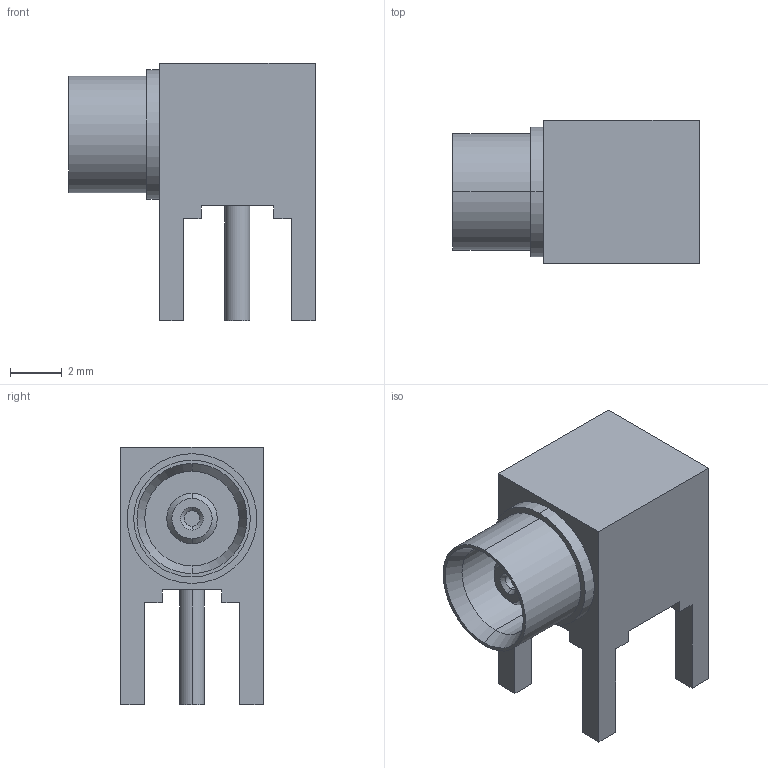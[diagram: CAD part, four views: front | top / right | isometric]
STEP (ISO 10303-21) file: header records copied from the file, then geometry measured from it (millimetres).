
FILE_DESCRIPTION (( 'STEP AP203' ), '1' );
FILE_NAME ('PCB.MCXFRAJ.STEP', '2021-12-10T16:42:48', ( 'zhouxiaobing' ), ( '' ), 'SwSTEP 2.0', 'SolidWorks 2013', '' );
FILE_SCHEMA (( 'CONFIG_CONTROL_DESIGN' ));
Length unit declared in the file: millimetre
Products named in the file (3): Drawing11; Drawing12; PCB.MCXFRAJ
Assembly tree (2 placements, depth 2):
  PCB.MCXFRAJ
    Drawing11
    Drawing12
Bounding box: 9.5 x 5.5 x 9.93 mm (x, y, z)
Volume: 228.4 mm3; surface area: 384.2 mm2
Topology: 2 solids, 2 shells, 59 faces, 140 edges, 90 vertices
Faces by surface type: plane 37, cylinder 14, cone 8
Entity records: 1993 total; most frequent: DIRECTION 302, CARTESIAN_POINT 294, ORIENTED_EDGE 280, EDGE_CURVE 140, LINE 106, VECTOR 106, AXIS2_PLACEMENT_3D 98, VERTEX_POINT 90
